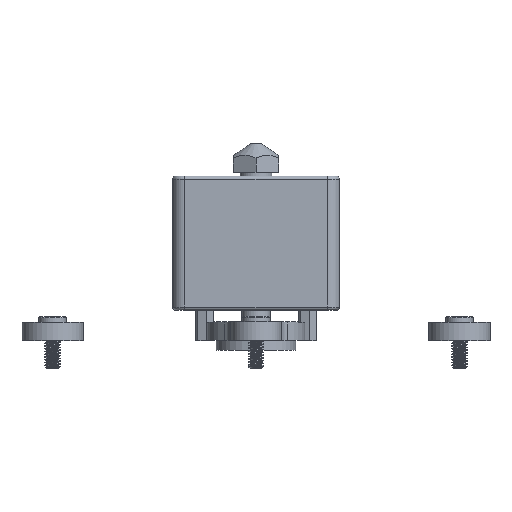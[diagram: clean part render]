
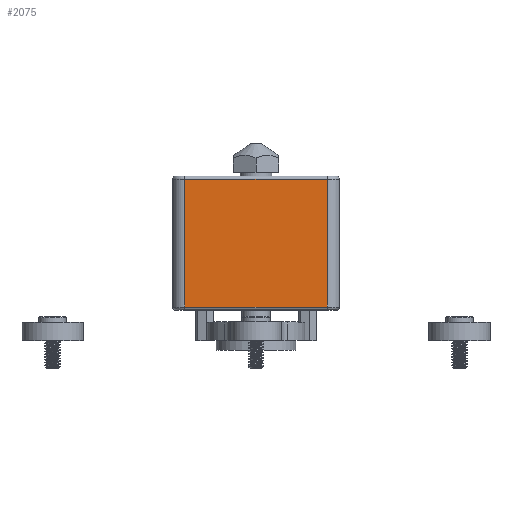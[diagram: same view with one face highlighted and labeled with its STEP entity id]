
A CAD part, top view. The second image highlights one B-rep face of the part: STEP entity #2075.
In plain terms, the highlighted planar face has unit normal (0, 0, 1).
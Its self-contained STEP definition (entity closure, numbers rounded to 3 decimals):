
#223=PLANE('',#2327);
#342=FACE_OUTER_BOUND('',#479,.T.);
#479=EDGE_LOOP('',(#1834,#1835,#1836,#1837));
#601=LINE('',#5344,#739);
#617=LINE('',#5405,#755);
#620=LINE('',#5426,#758);
#621=LINE('',#5428,#759);
#739=VECTOR('',#2741,10.);
#755=VECTOR('',#2811,10.);
#758=VECTOR('',#2842,10.);
#759=VECTOR('',#2845,10.);
#999=VERTEX_POINT('',#5336);
#1001=VERTEX_POINT('',#5342);
#1016=VERTEX_POINT('',#5395);
#1018=VERTEX_POINT('',#5401);
#1259=EDGE_CURVE('',#1001,#999,#601,.T.);
#1290=EDGE_CURVE('',#1016,#1018,#617,.T.);
#1301=EDGE_CURVE('',#1001,#1018,#620,.T.);
#1302=EDGE_CURVE('',#999,#1016,#621,.T.);
#1834=ORIENTED_EDGE('',*,*,#1259,.F.);
#1835=ORIENTED_EDGE('',*,*,#1301,.T.);
#1836=ORIENTED_EDGE('',*,*,#1290,.F.);
#1837=ORIENTED_EDGE('',*,*,#1302,.F.);
#2075=ADVANCED_FACE('',(#342),#223,.T.);
#2327=AXIS2_PLACEMENT_3D('',#5427,#2843,#2844);
#2741=DIRECTION('',(-1.,0.,0.));
#2811=DIRECTION('',(1.,0.,0.));
#2842=DIRECTION('',(0.,1.,0.));
#2843=DIRECTION('center_axis',(0.,0.,1.));
#2844=DIRECTION('ref_axis',(1.,0.,0.));
#2845=DIRECTION('',(0.,1.,0.));
#5336=CARTESIAN_POINT('',(-11.65,5.5,-1.851));
#5342=CARTESIAN_POINT('',(11.65,5.5,-1.851));
#5344=CARTESIAN_POINT('',(-5.825,5.5,-1.851));
#5395=CARTESIAN_POINT('',(-11.65,26.45,-1.851));
#5401=CARTESIAN_POINT('',(11.65,26.45,-1.851));
#5405=CARTESIAN_POINT('',(-5.825,26.45,-1.851));
#5426=CARTESIAN_POINT('',(11.65,5.,-1.851));
#5427=CARTESIAN_POINT('Origin',(-11.65,5.,-1.851));
#5428=CARTESIAN_POINT('',(-11.65,5.,-1.851));
